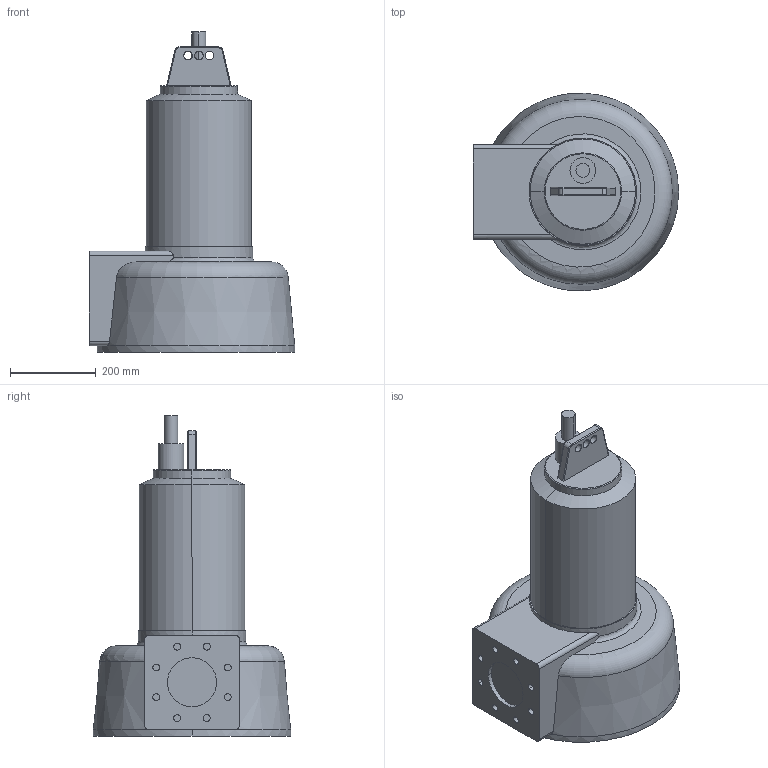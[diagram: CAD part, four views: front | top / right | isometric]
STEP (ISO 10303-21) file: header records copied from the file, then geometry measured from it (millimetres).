
FILE_DESCRIPTION((''),'2;1');
FILE_NAME('3d_Drain TP 100 E 250 _ 84-2003563.stp','2009-02-19T10:12:28',(''),(''),'Mechanical Desktop 2008','Mechanical Desktop 2008',', , ');
FILE_SCHEMA(('CONFIG_CONTROL_DESIGN'));
Length unit declared in the file: millimetre
Products named in the file (1): 3D_DRAIN TP 100 E 250 _ 84-2003563
Bounding box: 478 x 460 x 745 mm (x, y, z)
Volume: 53469159.8 mm3; surface area: 1082349.8 mm2
Topology: 2 solids, 2 shells, 88 faces, 200 edges, 129 vertices
Faces by surface type: cylinder 50, plane 27, torus 7, cone 3, bspline 1
Entity records: 2771 total; most frequent: CARTESIAN_POINT 596, DIRECTION 480, ORIENTED_EDGE 400, AXIS2_PLACEMENT_3D 202, EDGE_CURVE 200, VERTEX_POINT 129, CIRCLE 110, EDGE_LOOP 107
